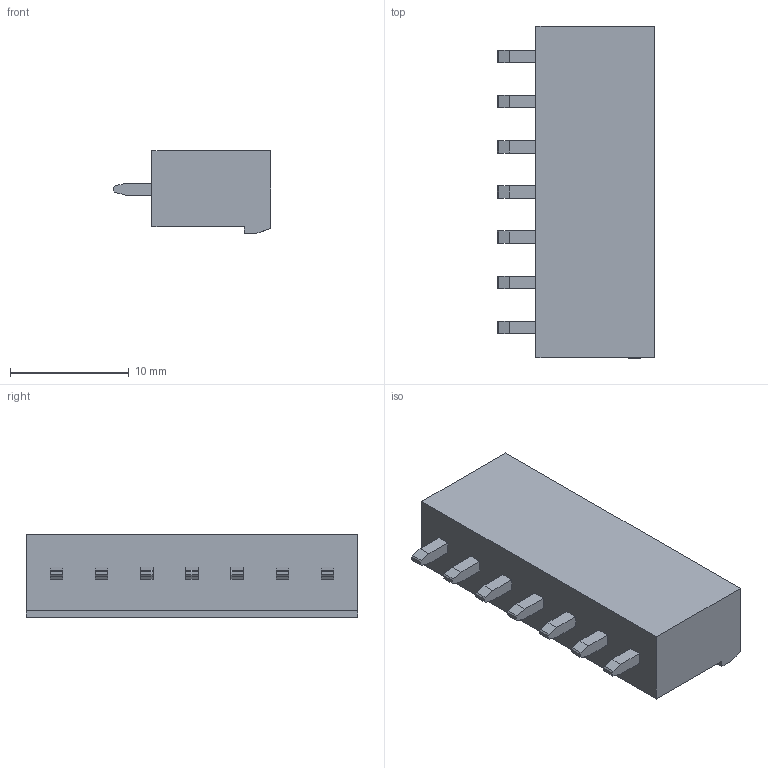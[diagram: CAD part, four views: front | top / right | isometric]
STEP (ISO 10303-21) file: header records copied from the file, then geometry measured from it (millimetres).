
FILE_DESCRIPTION (( 'STEP AP203' ), '1' );
FILE_NAME ('SOKETLI BASKILI DEVRE KLEMENSI - 3.81 ERKEK 180 - 7 LI.STEP', '2018-09-06T11:43:41', ( 'user' ), ( '' ), 'SwSTEP 2.0', 'SolidWorks 2016', '' );
FILE_SCHEMA (( 'CONFIG_CONTROL_DESIGN' ));
Length unit declared in the file: millimetre
Products named in the file (1): SOKETLI BASKILI DEVRE KLEMENSI - 3.81 ERKEK 180 - 7 LI
Bounding box: 13.25 x 27.98 x 6.96 mm (x, y, z)
Volume: 838 mm3; surface area: 2109.4 mm2
Topology: 1 solids, 1 shells, 325 faces, 906 edges, 604 vertices
Faces by surface type: plane 297, cylinder 28
Entity records: 10347 total; most frequent: CARTESIAN_POINT 1836, ORIENTED_EDGE 1812, DIRECTION 1628, EDGE_CURVE 906, VECTOR 836, LINE 836, VERTEX_POINT 604, AXIS2_PLACEMENT_3D 396
